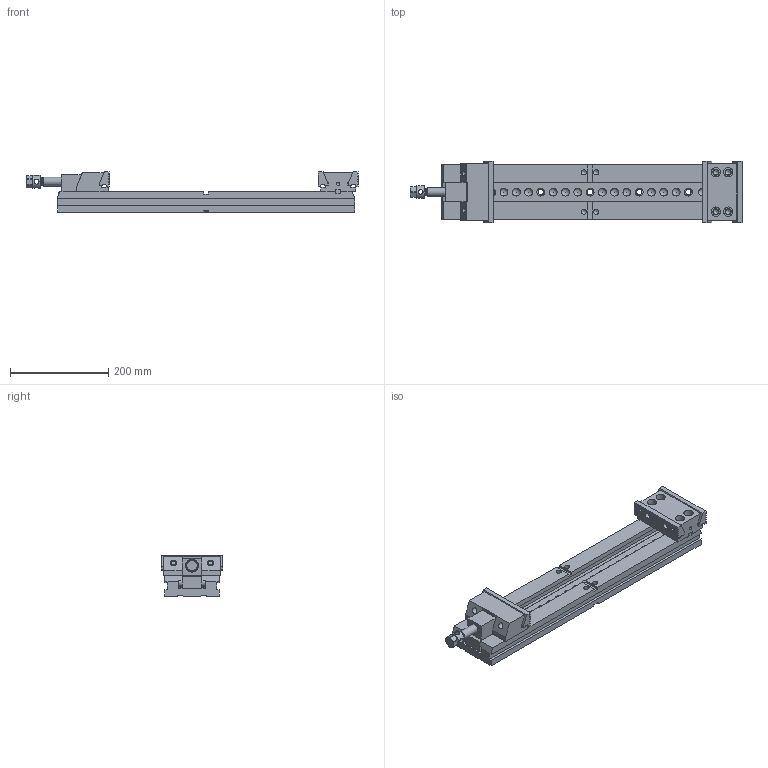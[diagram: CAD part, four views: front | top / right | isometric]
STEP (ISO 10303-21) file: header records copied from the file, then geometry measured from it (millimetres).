
FILE_DESCRIPTION(/* description */ (''),/* implementation_level */ '2;1');
FILE_NAME(/* name */ 'DD_125_600_Mordaza_Una.stp',/* time_stamp */ '2013-07-17T12:37:21+02:00',/* author */ (''),/* organization */ (''),/* preprocessor_version */ 'ST-DEVELOPER v11',/* originating_system */ 'SIEMENS PLM Software NX 7.5',/* authorisation */ '');
FILE_SCHEMA (('AUTOMOTIVE_DESIGN { 1 0 10303 214 1 1 1 1 }'));
Length unit declared in the file: millimetre
Products named in the file (1): DD_125_600_Mordaza_Una
Bounding box: 675.11 x 125 x 83 mm (x, y, z)
Volume: 2575115 mm3; surface area: 429598.4 mm2
Topology: 12 solids, 12 shells, 554 faces, 1546 edges, 1032 vertices
Faces by surface type: plane 363, cylinder 131, cone 28, sphere 24, torus 7, bspline 1
Full cylindrical faces by diameter (mm): 4.25 x2, 4.351 x1, 5.188 x4, 6.5 x2, 6.75 x2, 6.985 x6, 7 x4, 7.5 x6, 8 x2, 8.2 x4, 8.782 x2, 10 x4, 10.5 x1, 10.579 x8, 11 x7, 11.5 x2, 12 x4, 12.5 x4, 14 x2, 14.5 x1, 15 x1, 16 x5, 16.188 x1, 17 x2, 17.732 x1, 18 x1, 19 x4, 26 x1
Entity records: 20620 total; most frequent: CARTESIAN_POINT 3249, DIRECTION 2792, ORIENTED_EDGE 2576, EDGE_CURVE 1288, AXIS2_PLACEMENT_3D 993, VERTEX_POINT 930, LINE 806, VECTOR 806
